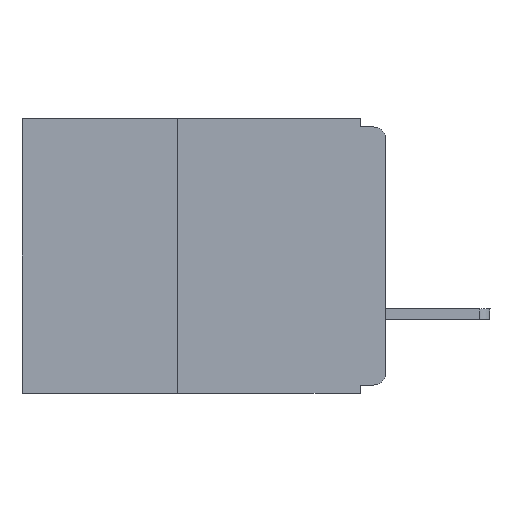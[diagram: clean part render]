
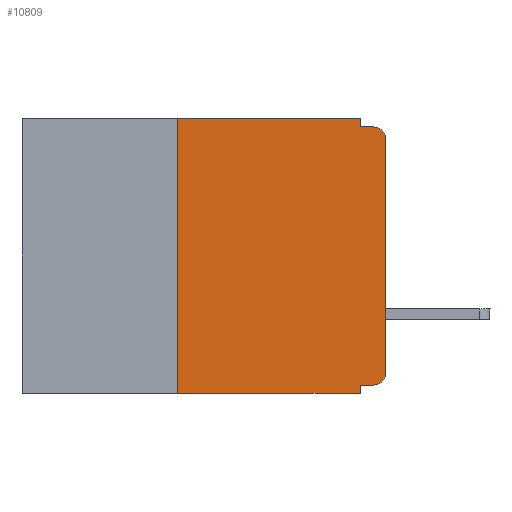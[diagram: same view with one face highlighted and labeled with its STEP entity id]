
A CAD part, left-side view. The second image highlights one B-rep face of the part: STEP entity #10809.
In plain terms, the highlighted planar face has unit normal (-1, 0, 0).
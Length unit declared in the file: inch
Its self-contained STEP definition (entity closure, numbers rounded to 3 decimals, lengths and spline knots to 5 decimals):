
#360 = VECTOR ( 'NONE', #11741, 39.37008 ) ;
#486 = CARTESIAN_POINT ( 'NONE',  ( 0., 0., -0.025 ) ) ;
#648 = EDGE_CURVE ( 'NONE', #10391, #4162, #4658, .T. ) ;
#692 = VERTEX_POINT ( 'NONE', #9864 ) ;
#748 = CARTESIAN_POINT ( 'NONE',  ( 0., 0., -0.32 ) ) ;
#915 = DIRECTION ( 'NONE',  ( -1., 0., 0. ) ) ;
#968 = LINE ( 'NONE', #2845, #12321 ) ;
#1229 = DIRECTION ( 'NONE',  ( 1., 0., 0. ) ) ;
#1486 = FACE_OUTER_BOUND ( 'NONE', #11598, .T. ) ;
#1515 = EDGE_CURVE ( 'NONE', #7330, #5261, #6499, .T. ) ;
#1667 = DIRECTION ( 'NONE',  ( 0., 0., 1. ) ) ;
#1977 = LINE ( 'NONE', #5133, #6678 ) ;
#2007 = VECTOR ( 'NONE', #7305, 39.37008 ) ;
#2042 = VERTEX_POINT ( 'NONE', #4213 ) ;
#2179 = EDGE_CURVE ( 'NONE', #9456, #4162, #7269, .T. ) ;
#2311 = CARTESIAN_POINT ( 'NONE',  ( 0., 0.015, -0.01 ) ) ;
#2396 = CARTESIAN_POINT ( 'NONE',  ( 0., 0.25, -0.33 ) ) ;
#2502 = ORIENTED_EDGE ( 'NONE', *, *, #11616, .T. ) ;
#2657 = CARTESIAN_POINT ( 'NONE',  ( 0., 0., 0. ) ) ;
#2739 = VECTOR ( 'NONE', #1667, 39.37008 ) ;
#2845 = CARTESIAN_POINT ( 'NONE',  ( 0., 0.437, -0.33 ) ) ;
#3150 = VERTEX_POINT ( 'NONE', #12524 ) ;
#3186 = CARTESIAN_POINT ( 'NONE',  ( 0., 0., -0.305 ) ) ;
#3329 = ORIENTED_EDGE ( 'NONE', *, *, #10661, .F. ) ;
#4036 = ORIENTED_EDGE ( 'NONE', *, *, #5503, .F. ) ;
#4162 = VERTEX_POINT ( 'NONE', #2311 ) ;
#4213 = CARTESIAN_POINT ( 'NONE',  ( 0., 0.031, -0.32 ) ) ;
#4389 = CARTESIAN_POINT ( 'NONE',  ( 0., 0.031, -0.01 ) ) ;
#4479 = CARTESIAN_POINT ( 'NONE',  ( 0., 0.437, 0. ) ) ;
#4658 = CIRCLE ( 'NONE', #11995, 0.015 ) ;
#4806 = DIRECTION ( 'NONE',  ( 0., 0., -1. ) ) ;
#5133 = CARTESIAN_POINT ( 'NONE',  ( 0., 0.031, 0. ) ) ;
#5261 = VERTEX_POINT ( 'NONE', #10007 ) ;
#5503 = EDGE_CURVE ( 'NONE', #2042, #3150, #12725, .T. ) ;
#5600 = EDGE_CURVE ( 'NONE', #5261, #692, #11322, .T. ) ;
#5680 = DIRECTION ( 'NONE',  ( 0., 0., 1. ) ) ;
#5954 = ORIENTED_EDGE ( 'NONE', *, *, #2179, .F. ) ;
#6243 = VECTOR ( 'NONE', #12726, 39.37008 ) ;
#6499 = LINE ( 'NONE', #7730, #2739 ) ;
#6678 = VECTOR ( 'NONE', #10207, 39.37008 ) ;
#6856 = DIRECTION ( 'NONE',  ( 0., 0., -1. ) ) ;
#7164 = AXIS2_PLACEMENT_3D ( 'NONE', #4479, #1229, #9618 ) ;
#7261 = CARTESIAN_POINT ( 'NONE',  ( 0., 0.437, 0. ) ) ;
#7269 = LINE ( 'NONE', #7616, #360 ) ;
#7305 = DIRECTION ( 'NONE',  ( 0., -1., 0. ) ) ;
#7330 = VERTEX_POINT ( 'NONE', #2396 ) ;
#7616 = CARTESIAN_POINT ( 'NONE',  ( 0., 0., -0.01 ) ) ;
#7730 = CARTESIAN_POINT ( 'NONE',  ( 0., 0.25, -0.33 ) ) ;
#7838 = EDGE_CURVE ( 'NONE', #7330, #3150, #968, .T. ) ;
#7840 = CARTESIAN_POINT ( 'NONE',  ( 0., 0.015, -0.305 ) ) ;
#7992 = ORIENTED_EDGE ( 'NONE', *, *, #648, .T. ) ;
#8100 = LINE ( 'NONE', #2657, #8422 ) ;
#8242 = CARTESIAN_POINT ( 'NONE',  ( 0., 0.015, -0.32 ) ) ;
#8282 = ORIENTED_EDGE ( 'NONE', *, *, #5600, .F. ) ;
#8422 = VECTOR ( 'NONE', #5680, 39.37008 ) ;
#8744 = VERTEX_POINT ( 'NONE', #3186 ) ;
#9305 = AXIS2_PLACEMENT_3D ( 'NONE', #7840, #10849, #4806 ) ;
#9456 = VERTEX_POINT ( 'NONE', #4389 ) ;
#9465 = DIRECTION ( 'NONE',  ( 0., 0., -1. ) ) ;
#9488 = CIRCLE ( 'NONE', #9305, 0.015 ) ;
#9490 = ORIENTED_EDGE ( 'NONE', *, *, #9607, .F. ) ;
#9524 = PLANE ( 'NONE',  #7164 ) ;
#9607 = EDGE_CURVE ( 'NONE', #10812, #2042, #12094, .T. ) ;
#9618 = DIRECTION ( 'NONE',  ( 0., 0., -1. ) ) ;
#9831 = DIRECTION ( 'NONE',  ( 0., -1., 0. ) ) ;
#9864 = CARTESIAN_POINT ( 'NONE',  ( 0., 0.031, 0. ) ) ;
#10007 = CARTESIAN_POINT ( 'NONE',  ( 0., 0.25, 0. ) ) ;
#10148 = EDGE_CURVE ( 'NONE', #8744, #10391, #8100, .T. ) ;
#10207 = DIRECTION ( 'NONE',  ( 0., 0., -1. ) ) ;
#10391 = VERTEX_POINT ( 'NONE', #486 ) ;
#10514 = VECTOR ( 'NONE', #9465, 39.37008 ) ;
#10661 = EDGE_CURVE ( 'NONE', #692, #9456, #1977, .T. ) ;
#10809 = ADVANCED_FACE ( 'NONE', ( #1486 ), #9524, .F. ) ;
#10812 = VERTEX_POINT ( 'NONE', #8242 ) ;
#10849 = DIRECTION ( 'NONE',  ( -1., 0., 0. ) ) ;
#10989 = CARTESIAN_POINT ( 'NONE',  ( 0., 0.015, -0.025 ) ) ;
#11322 = LINE ( 'NONE', #7261, #2007 ) ;
#11598 = EDGE_LOOP ( 'NONE', ( #12136, #7992, #5954, #3329, #8282, #11732, #11802, #4036, #9490, #2502 ) ) ;
#11616 = EDGE_CURVE ( 'NONE', #10812, #8744, #9488, .T. ) ;
#11732 = ORIENTED_EDGE ( 'NONE', *, *, #1515, .F. ) ;
#11741 = DIRECTION ( 'NONE',  ( 0., -1., 0. ) ) ;
#11802 = ORIENTED_EDGE ( 'NONE', *, *, #7838, .T. ) ;
#11995 = AXIS2_PLACEMENT_3D ( 'NONE', #10989, #915, #6856 ) ;
#12094 = LINE ( 'NONE', #748, #6243 ) ;
#12136 = ORIENTED_EDGE ( 'NONE', *, *, #10148, .T. ) ;
#12321 = VECTOR ( 'NONE', #9831, 39.37008 ) ;
#12408 = CARTESIAN_POINT ( 'NONE',  ( 0., 0.031, -0.33 ) ) ;
#12524 = CARTESIAN_POINT ( 'NONE',  ( 0., 0.031, -0.33 ) ) ;
#12725 = LINE ( 'NONE', #12408, #10514 ) ;
#12726 = DIRECTION ( 'NONE',  ( 0., 1., 0. ) ) ;
